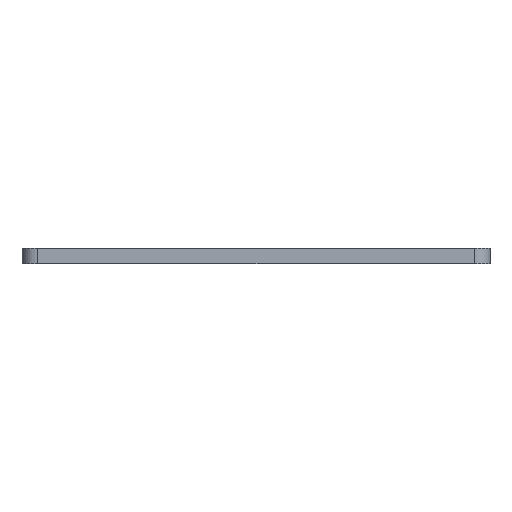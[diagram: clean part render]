
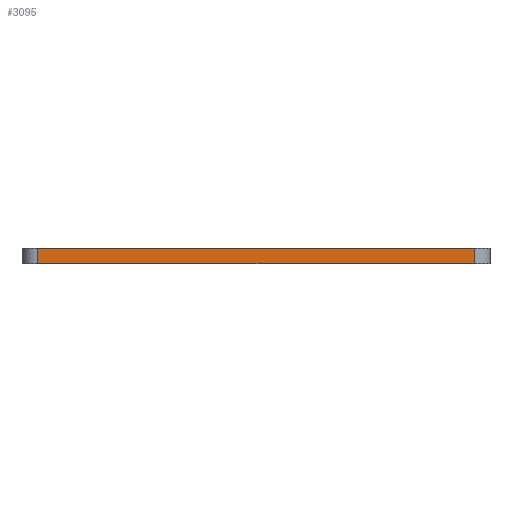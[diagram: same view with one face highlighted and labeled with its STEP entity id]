
A CAD part, left-side view. The second image highlights one B-rep face of the part: STEP entity #3095.
In plain terms, the highlighted planar face has unit normal (-1, 0, 0).
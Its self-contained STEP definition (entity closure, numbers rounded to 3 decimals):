
#15=DIRECTION('',(0.,-1.,0.));
#16=VECTOR('',#15,82.);
#17=CARTESIAN_POINT('',(-50.,41.,0.));
#18=LINE('',#17,#16);
#727=DIRECTION('',(0.,0.,-1.));
#728=VECTOR('',#727,3.);
#729=CARTESIAN_POINT('',(-50.,41.,3.));
#730=LINE('',#729,#728);
#731=DIRECTION('',(0.,0.,-1.));
#732=VECTOR('',#731,3.);
#733=CARTESIAN_POINT('',(-50.,-41.,3.));
#734=LINE('',#733,#732);
#766=DIRECTION('',(0.,-1.,0.));
#767=VECTOR('',#766,82.);
#768=CARTESIAN_POINT('',(-50.,41.,3.));
#769=LINE('',#768,#767);
#2013=CARTESIAN_POINT('',(-50.,41.,0.));
#2015=VERTEX_POINT('',#2013);
#2019=CARTESIAN_POINT('',(-50.,41.,3.));
#2020=VERTEX_POINT('',#2019);
#2022=CARTESIAN_POINT('',(-50.,-41.,0.));
#2024=VERTEX_POINT('',#2022);
#2025=CARTESIAN_POINT('',(-50.,-41.,3.));
#2026=VERTEX_POINT('',#2025);
#3082=CARTESIAN_POINT('',(-50.,44.,0.));
#3083=DIRECTION('',(-1.,0.,0.));
#3084=DIRECTION('',(0.,-1.,0.));
#3085=AXIS2_PLACEMENT_3D('',#3082,#3083,#3084);
#3086=PLANE('',#3085);
#3088=ORIENTED_EDGE('',*,*,#3087,.F.);
#3090=ORIENTED_EDGE('',*,*,#3089,.T.);
#3091=ORIENTED_EDGE('',*,*,#3074,.T.);
#3092=ORIENTED_EDGE('',*,*,#2600,.F.);
#3093=EDGE_LOOP('',(#3088,#3090,#3091,#3092));
#3094=FACE_OUTER_BOUND('',#3093,.F.);
#3095=ADVANCED_FACE('',(#3094),#3086,.T.);
#2600=EDGE_CURVE('',#2015,#2024,#18,.T.);
#3074=EDGE_CURVE('',#2026,#2024,#734,.T.);
#3087=EDGE_CURVE('',#2020,#2015,#730,.T.);
#3089=EDGE_CURVE('',#2020,#2026,#769,.T.);
